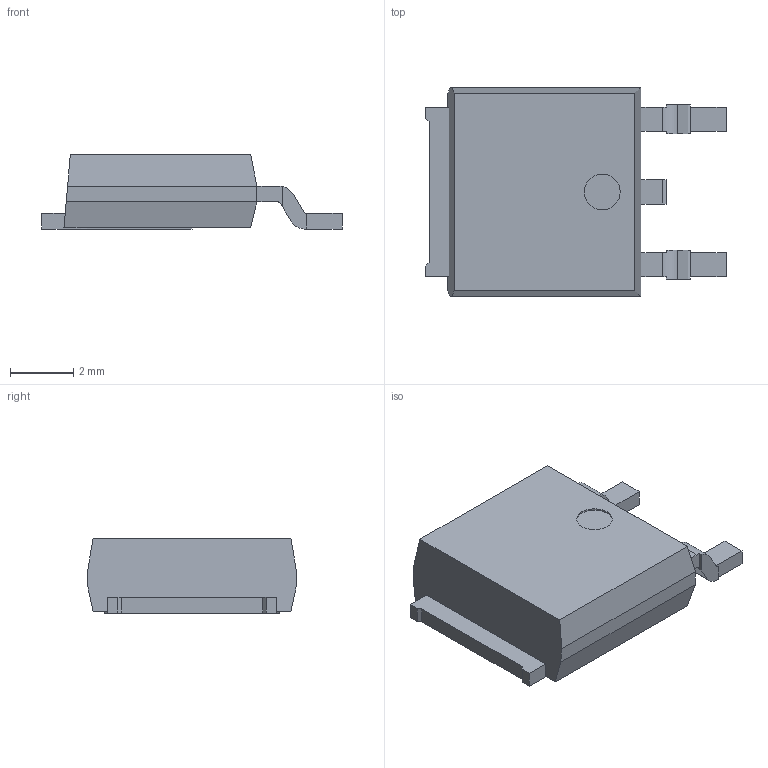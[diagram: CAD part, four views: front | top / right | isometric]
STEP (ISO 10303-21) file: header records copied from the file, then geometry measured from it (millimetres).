
FILE_DESCRIPTION (( 'STEP AP214' ), '1' );
FILE_NAME ('TO-252-3L_L6.6-W6.1-P4.60-LS9.STEP', '2022-01-16T12:26:45', ( '' ), ( '' ), 'SwSTEP 2.0', 'SolidWorks 2018', '' );
FILE_SCHEMA (( 'AUTOMOTIVE_DESIGN' ));
Length unit declared in the file: millimetre
Products named in the file (1): TO-252-3L_L6.6-W6.1-P4.60-LS9
Bounding box: 9.5 x 6.6 x 2.35 mm (x, y, z)
Volume: 93.6 mm3; surface area: 158.4 mm2
Topology: 1 solids, 1 shells, 146 faces, 388 edges, 252 vertices
Faces by surface type: plane 118, bspline 16, cylinder 12
Entity records: 6386 total; most frequent: CARTESIAN_POINT 1843, ORIENTED_EDGE 776, DIRECTION 646, EDGE_CURVE 388, VECTOR 328, LINE 328, VERTEX_POINT 252, AXIS2_PLACEMENT_3D 159
